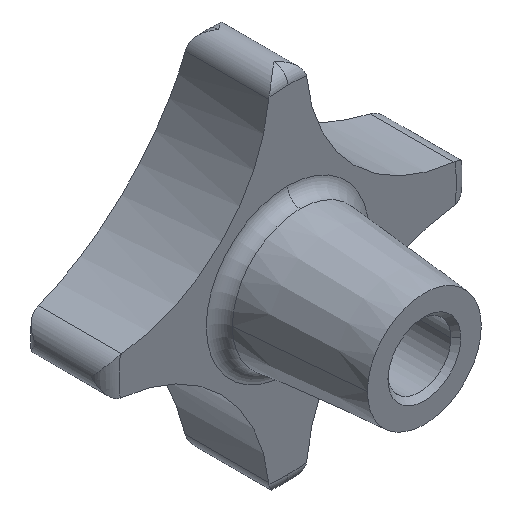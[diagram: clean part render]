
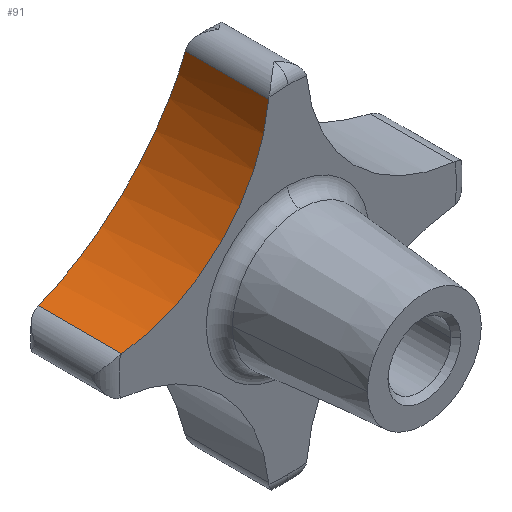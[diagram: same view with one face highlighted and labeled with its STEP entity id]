
A CAD part, isometric view. The second image highlights one B-rep face of the part: STEP entity #91.
In plain terms, the highlighted cylindrical face has radius 36 mm (diameter 72 mm), a partial arc.
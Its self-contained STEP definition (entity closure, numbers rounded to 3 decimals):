
#91 = ADVANCED_FACE( '', ( #141 ), #142, .F. );
#141 = FACE_OUTER_BOUND( '', #209, .T. );
#142 = CYLINDRICAL_SURFACE( '', #210, 36. );
#209 = EDGE_LOOP( '', ( #365, #366, #367, #368 ) );
#210 = AXIS2_PLACEMENT_3D( '', #369, #370, #371 );
#365 = ORIENTED_EDGE( '', *, *, #581, .F. );
#366 = ORIENTED_EDGE( '', *, *, #580, .F. );
#367 = ORIENTED_EDGE( '', *, *, #582, .F. );
#368 = ORIENTED_EDGE( '', *, *, #583, .T. );
#369 = CARTESIAN_POINT( '', ( -40., 0., 40. ) );
#370 = DIRECTION( '', ( 0., -1., 0. ) );
#371 = DIRECTION( '', ( 0.099, 0., -0.995 ) );
#580 = EDGE_CURVE( '', #718, #702, #720, .T. );
#581 = EDGE_CURVE( '', #702, #721, #722, .T. );
#582 = EDGE_CURVE( '', #723, #718, #724, .T. );
#583 = EDGE_CURVE( '', #723, #721, #725, .T. );
#702 = VERTEX_POINT( '', #1027 );
#718 = VERTEX_POINT( '', #1102 );
#720 = LINE( '', #1104, #1105 );
#721 = VERTEX_POINT( '', #1106 );
#722 = B_SPLINE_CURVE_WITH_KNOTS( '', 3, ( #1107, #1108, #1109, #1110, #1111, #1112, #1113, #1114, #1115, #1116, #1117, #1118, #1119, #1120, #1121, #1122, #1123, #1124, #1125, #1126, #1127, #1128, #1129, #1130, #1131, #1132, #1133, #1134, #1135, #1136 ), .UNSPECIFIED., .F., .F., ( 4, 2, 2, 2, 2, 2, 2, 2, 2, 2, 2, 2, 2, 2, 4 ), ( 0., 3.408, 6.816, 10.224, 13.632, 17.04, 20.448, 23.856, 27.264, 30.708, 34.151, 37.594, 41.037, 44.481, 47.684 ), .UNSPECIFIED. );
#723 = VERTEX_POINT( '', #1137 );
#724 = CIRCLE( '', #1138, 36. );
#725 = LINE( '', #1139, #1140 );
#1027 = CARTESIAN_POINT( '', ( -36.43, 48.31, 4.177 ) );
#1102 = CARTESIAN_POINT( '', ( -36.43, 30., 4.177 ) );
#1104 = CARTESIAN_POINT( '', ( -36.43, 0., 4.177 ) );
#1105 = VECTOR( '', #1367, 1. );
#1106 = CARTESIAN_POINT( '', ( -4.177, 48.31, 36.43 ) );
#1107 = CARTESIAN_POINT( '', ( -36.43, 48.31, 4.177 ) );
#1108 = CARTESIAN_POINT( '', ( -35.321, 48.531, 4.288 ) );
#1109 = CARTESIAN_POINT( '', ( -34.196, 48.744, 4.452 ) );
#1110 = CARTESIAN_POINT( '', ( -31.936, 49.145, 4.896 ) );
#1111 = CARTESIAN_POINT( '', ( -30.802, 49.334, 5.175 ) );
#1112 = CARTESIAN_POINT( '', ( -28.547, 49.682, 5.85 ) );
#1113 = CARTESIAN_POINT( '', ( -27.426, 49.841, 6.246 ) );
#1114 = CARTESIAN_POINT( '', ( -25.22, 50.127, 7.152 ) );
#1115 = CARTESIAN_POINT( '', ( -24.135, 50.253, 7.662 ) );
#1116 = CARTESIAN_POINT( '', ( -22.019, 50.47, 8.789 ) );
#1117 = CARTESIAN_POINT( '', ( -20.987, 50.561, 9.407 ) );
#1118 = CARTESIAN_POINT( '', ( -18.996, 50.706, 10.738 ) );
#1119 = CARTESIAN_POINT( '', ( -18.036, 50.759, 11.452 ) );
#1120 = CARTESIAN_POINT( '', ( -16.202, 50.83, 12.961 ) );
#1121 = CARTESIAN_POINT( '', ( -15.329, 50.847, 13.757 ) );
#1122 = CARTESIAN_POINT( '', ( -13.681, 50.846, 15.41 ) );
#1123 = CARTESIAN_POINT( '', ( -12.906, 50.828, 16.268 ) );
#1124 = CARTESIAN_POINT( '', ( -11.457, 50.759, 18.031 ) );
#1125 = CARTESIAN_POINT( '', ( -10.76, 50.707, 18.967 ) );
#1126 = CARTESIAN_POINT( '', ( -9.449, 50.566, 20.921 ) );
#1127 = CARTESIAN_POINT( '', ( -8.834, 50.478, 21.941 ) );
#1128 = CARTESIAN_POINT( '', ( -7.705, 50.263, 24.048 ) );
#1129 = CARTESIAN_POINT( '', ( -7.19, 50.137, 25.135 ) );
#1130 = CARTESIAN_POINT( '', ( -6.27, 49.851, 27.361 ) );
#1131 = CARTESIAN_POINT( '', ( -5.865, 49.689, 28.499 ) );
#1132 = CARTESIAN_POINT( '', ( -5.174, 49.334, 30.804 ) );
#1133 = CARTESIAN_POINT( '', ( -4.886, 49.139, 31.973 ) );
#1134 = CARTESIAN_POINT( '', ( -4.446, 48.735, 34.239 ) );
#1135 = CARTESIAN_POINT( '', ( -4.286, 48.528, 35.337 ) );
#1136 = CARTESIAN_POINT( '', ( -4.177, 48.31, 36.43 ) );
#1137 = CARTESIAN_POINT( '', ( -4.177, 30., 36.43 ) );
#1138 = AXIS2_PLACEMENT_3D( '', #1368, #1369, #1370 );
#1139 = CARTESIAN_POINT( '', ( -4.177, 0., 36.43 ) );
#1140 = VECTOR( '', #1371, 1. );
#1367 = DIRECTION( '', ( 0., 1., 0. ) );
#1368 = CARTESIAN_POINT( '', ( -40., 30., 40. ) );
#1369 = DIRECTION( '', ( 0., 1., 0. ) );
#1370 = DIRECTION( '', ( 0.099, 0., -0.995 ) );
#1371 = DIRECTION( '', ( 0., 1., 0. ) );
